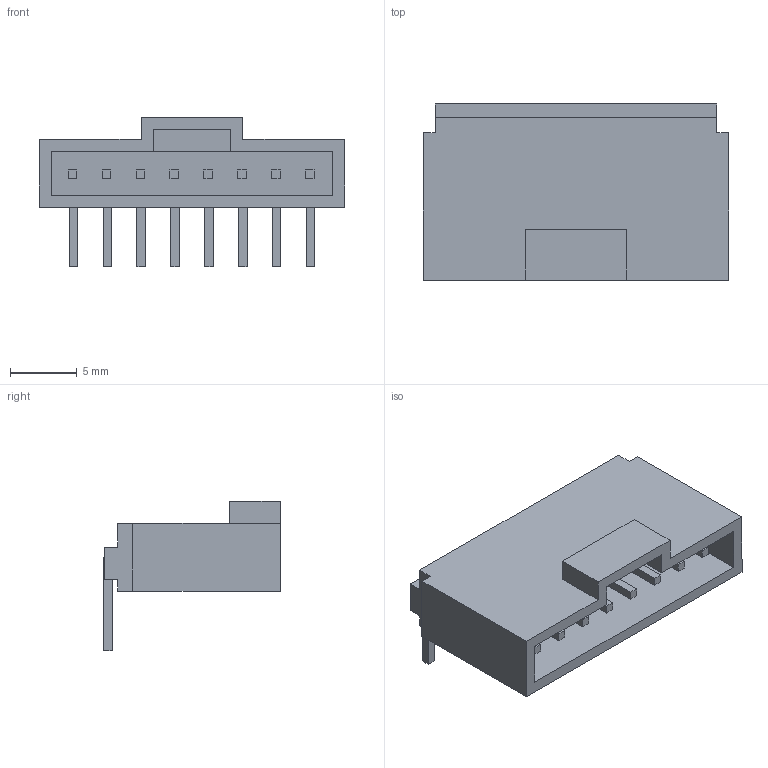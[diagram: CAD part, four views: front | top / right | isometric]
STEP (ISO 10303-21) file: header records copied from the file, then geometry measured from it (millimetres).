
FILE_DESCRIPTION(/* description */ (''),/* implementation_level */ '2;1');
FILE_NAME(/* name */ '406-08-01.stp',/* time_stamp */ '2018-12-25T20:21:09-06:00',/* author */ (''),/* organization */ (''),/* preprocessor_version */ 'ST-DEVELOPER v16.7',/* originating_system */ 'SIEMENS PLM Software NX 12.0',/* authorisation */ '');
FILE_SCHEMA (('AUTOMOTIVE_DESIGN { 1 0 10303 214 3 1 1 1 }'));
Length unit declared in the file: inch
Products named in the file (1): 406-08-01
Bounding box: 22.86 x 13.23 x 11.18 mm (x, y, z)
Volume: 903.8 mm3; surface area: 1701.1 mm2
Topology: 1 solids, 1 shells, 115 faces, 312 edges, 208 vertices
Faces by surface type: plane 115
Entity records: 4379 total; most frequent: CARTESIAN_POINT 636, ORIENTED_EDGE 624, DIRECTION 544, EDGE_CURVE 312, LINE 312, VECTOR 312, VERTEX_POINT 208, EDGE_LOOP 124
